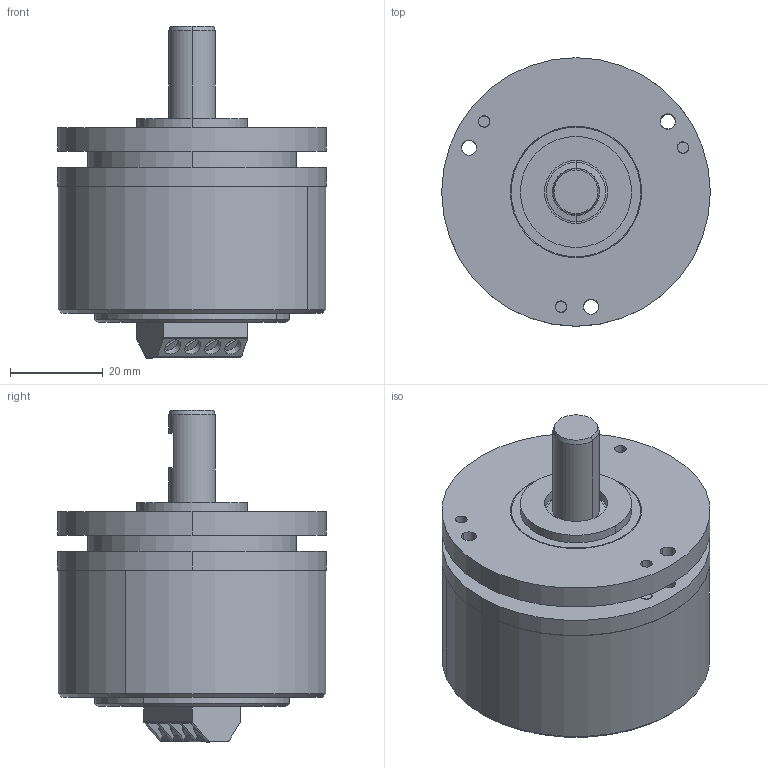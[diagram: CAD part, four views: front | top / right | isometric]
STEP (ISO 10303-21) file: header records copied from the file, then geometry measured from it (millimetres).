
FILE_DESCRIPTION((''),'2;1');
FILE_NAME('535110','2010-11-10T',('se2802'),(''),'PRO/ENGINEER BY PARAMETRIC TECHNOLOGY CORPORATION, 2010180','PRO/ENGINEER BY PARAMETRIC TECHNOLOGY CORPORATION, 2010180','');
FILE_SCHEMA(('CONFIG_CONTROL_DESIGN'));
Length unit declared in the file: millimetre
Products named in the file (1): 535110
Bounding box: 58 x 58 x 71.7 mm (x, y, z)
Volume: 66228.5 mm3; surface area: 37131.4 mm2
Topology: 2 solids, 4 shells, 1473 faces, 4089 edges, 2683 vertices
Faces by surface type: plane 611, cylinder 406, extrusion 324, cone 66, torus 56, sphere 6, bspline 4
Entity records: 51597 total; most frequent: CARTESIAN_POINT 14221, ORIENTED_EDGE 8174, DIRECTION 7098, EDGE_CURVE 4087, VERTEX_POINT 2683, AXIS2_PLACEMENT_3D 2393, VECTOR 2312, LINE 1988
